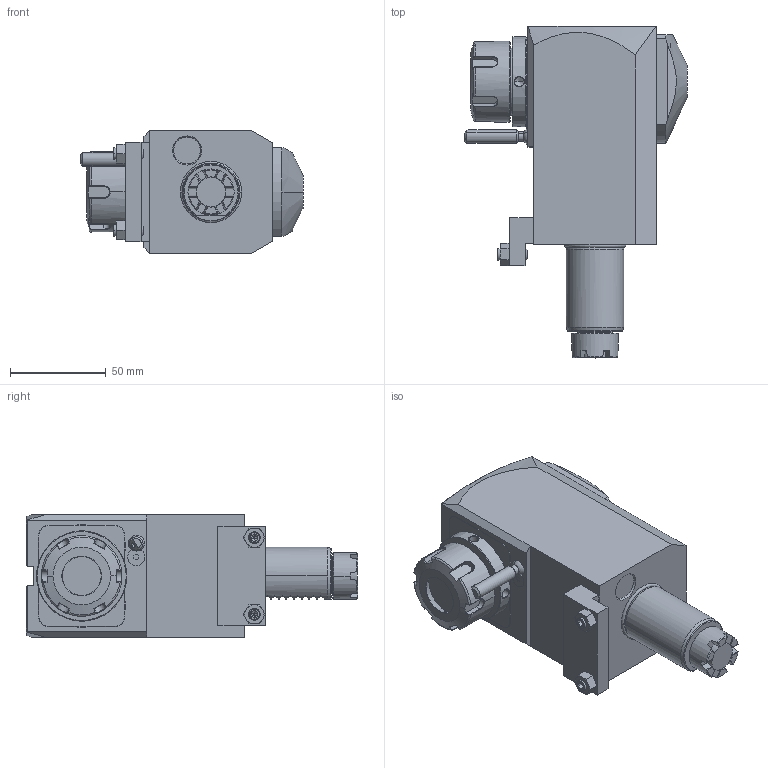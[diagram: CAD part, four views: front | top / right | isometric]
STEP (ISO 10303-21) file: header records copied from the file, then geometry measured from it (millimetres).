
FILE_DESCRIPTION((''),'2;1');
FILE_NAME('NGT1_30_241_25_1_2_85D','2021-12-10T',('vali'),('NOVA GRUP'),'PRO/ENGINEER BY PARAMETRIC TECHNOLOGY CORPORATION, 2010280','PRO/ENGINEER BY PARAMETRIC TECHNOLOGY CORPORATION, 2010280','');
FILE_SCHEMA(('CONFIG_CONTROL_DESIGN'));
Length unit declared in the file: millimetre
Products named in the file (1): NGT1_30_241_25_1_2_85D
Bounding box: 115.83 x 173 x 64 mm (x, y, z)
Volume: 583753.3 mm3; surface area: 56113.7 mm2
Topology: 1 solids, 1 shells, 444 faces, 1107 edges, 680 vertices
Faces by surface type: plane 196, cone 95, cylinder 80, bspline 56, torus 15, sphere 2
Entity records: 18094 total; most frequent: CARTESIAN_POINT 8276, ORIENTED_EDGE 2190, DIRECTION 1764, EDGE_CURVE 1095, VERTEX_POINT 680, AXIS2_PLACEMENT_3D 646, VECTOR 472, LINE 472
